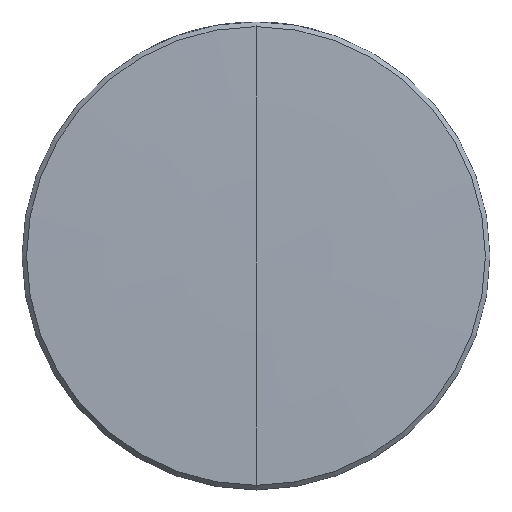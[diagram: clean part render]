
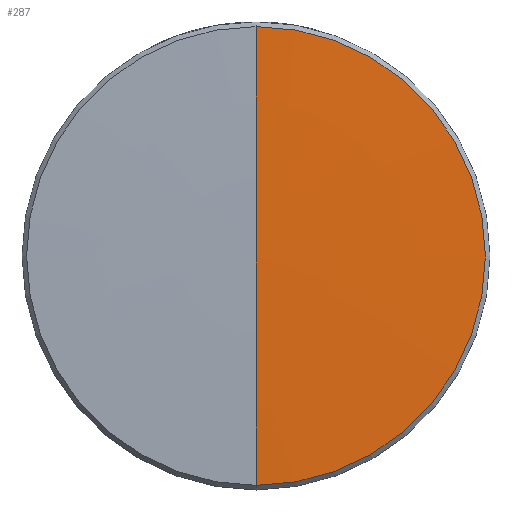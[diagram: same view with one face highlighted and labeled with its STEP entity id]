
A CAD part, top view. The second image highlights one B-rep face of the part: STEP entity #287.
In plain terms, the highlighted toroidal (fillet/blend) face has major radius 0.193 mm and minor radius 460.08 mm.
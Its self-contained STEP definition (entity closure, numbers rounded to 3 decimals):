
#30 = EDGE_CURVE ( 'NONE', #427, #2272, #182, .T. ) ;
#78 = CARTESIAN_POINT ( 'NONE',  ( 0., -12.45, 2.007 ) ) ;
#179 = DIRECTION ( 'NONE',  ( 0., 1., 0. ) ) ;
#182 = CIRCLE ( 'NONE', #3489, 460.08 ) ;
#271 = ORIENTED_EDGE ( 'NONE', *, *, #30, .F. ) ;
#287 = ADVANCED_FACE ( 'NONE', ( #1887 ), #2952, .T. ) ;
#305 = EDGE_CURVE ( 'NONE', #567, #2272, #1042, .T. ) ;
#427 = VERTEX_POINT ( 'NONE', #2399 ) ;
#567 = VERTEX_POINT ( 'NONE', #78 ) ;
#634 = DIRECTION ( 'NONE',  ( 0., 0., 1. ) ) ;
#812 = AXIS2_PLACEMENT_3D ( 'NONE', #1218, #2554, #2591 ) ;
#824 = ORIENTED_EDGE ( 'NONE', *, *, #2822, .T. ) ;
#1042 = CIRCLE ( 'NONE', #2017, 12.45 ) ;
#1218 = CARTESIAN_POINT ( 'NONE',  ( 0., -0.193, -457.91 ) ) ;
#1350 = CARTESIAN_POINT ( 'NONE',  ( 0., 12.45, 2.007 ) ) ;
#1459 = AXIS2_PLACEMENT_3D ( 'NONE', #3482, #3455, #2906 ) ;
#1473 = CARTESIAN_POINT ( 'NONE',  ( 0., 0.193, -457.91 ) ) ;
#1709 = ORIENTED_EDGE ( 'NONE', *, *, #305, .T. ) ;
#1861 = CIRCLE ( 'NONE', #812, 460.08 ) ;
#1887 = FACE_OUTER_BOUND ( 'NONE', #3167, .T. ) ;
#2017 = AXIS2_PLACEMENT_3D ( 'NONE', #2143, #2359, #179 ) ;
#2143 = CARTESIAN_POINT ( 'NONE',  ( 0., 0., 2.007 ) ) ;
#2272 = VERTEX_POINT ( 'NONE', #1350 ) ;
#2359 = DIRECTION ( 'NONE',  ( 0., 0., 1. ) ) ;
#2399 = CARTESIAN_POINT ( 'NONE',  ( 0., 0., 2.17 ) ) ;
#2554 = DIRECTION ( 'NONE',  ( 1., 0., 0. ) ) ;
#2591 = DIRECTION ( 'NONE',  ( 0., 1., 0. ) ) ;
#2822 = EDGE_CURVE ( 'NONE', #427, #567, #1861, .T. ) ;
#2906 = DIRECTION ( 'NONE',  ( 0., 1., 0. ) ) ;
#2952 = TOROIDAL_SURFACE ( 'NONE', #1459, 0.193, 460.08 ) ;
#3113 = DIRECTION ( 'NONE',  ( -1., 0., 0. ) ) ;
#3167 = EDGE_LOOP ( 'NONE', ( #271, #824, #1709 ) ) ;
#3455 = DIRECTION ( 'NONE',  ( 0., 0., -1. ) ) ;
#3482 = CARTESIAN_POINT ( 'NONE',  ( 0., 0., -457.91 ) ) ;
#3489 = AXIS2_PLACEMENT_3D ( 'NONE', #1473, #3113, #634 ) ;
